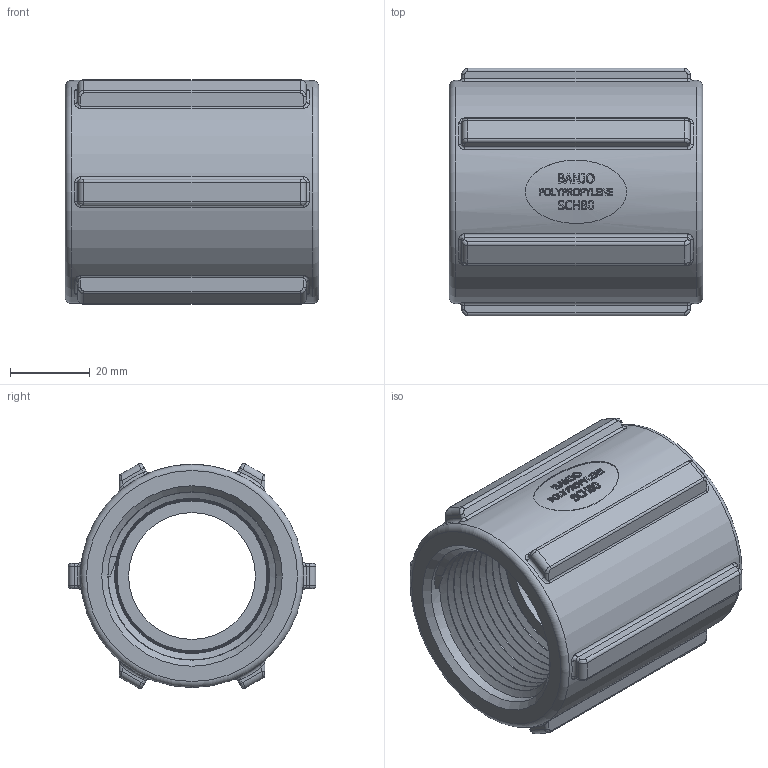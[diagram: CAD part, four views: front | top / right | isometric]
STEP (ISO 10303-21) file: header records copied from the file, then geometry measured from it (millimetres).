
FILE_DESCRIPTION(/* description */ ('1 1/4" PIPE COUPLING'),/* implementation_level */ '2;1');
FILE_NAME(/* name */ 'CPLG125.stp',/* time_stamp */ '2013-09-10T09:45:09-04:00',/* author */ ('mclevenger'),/* organization */ (''),/* preprocessor_version */ 'ST-DEVELOPER v15.2',/* originating_system */ 'Autodesk Inventor 2014',/* authorisation */ '');
FILE_SCHEMA (('AUTOMOTIVE_DESIGN { 1 0 10303 214 3 1 1 }'));
Length unit declared in the file: inch
Products named in the file (1): CPLG125
Bounding box: 63.5 x 61.98 x 56.29 mm (x, y, z)
Volume: 88304.6 mm3; surface area: 27773 mm2
Topology: 1 solids, 1 shells, 546 faces, 1398 edges, 898 vertices
Faces by surface type: bspline 214, plane 195, cylinder 99, cone 24, torus 14
Full cylindrical faces by diameter (mm): 31.75 x1, 55.88 x1
Entity records: 24537 total; most frequent: CARTESIAN_POINT 12988, ORIENTED_EDGE 2658, DIRECTION 1904, EDGE_CURVE 1329, VERTEX_POINT 858, AXIS2_PLACEMENT_3D 657, LINE 590, VECTOR 590
